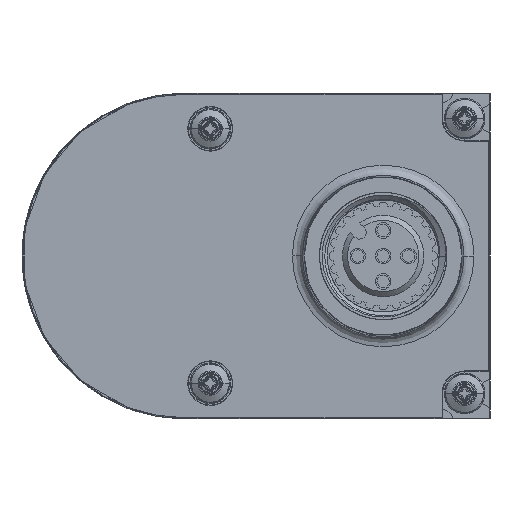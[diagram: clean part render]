
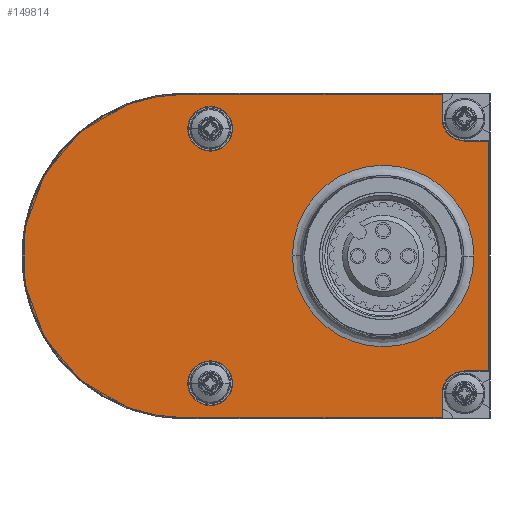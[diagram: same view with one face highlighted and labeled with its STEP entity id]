
A CAD part, left-side view. The second image highlights one B-rep face of the part: STEP entity #149814.
In plain terms, the highlighted planar face has unit normal (-1, 0, 0).
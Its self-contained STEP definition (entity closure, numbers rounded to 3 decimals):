
#32980=CARTESIAN_POINT('',(-572.,30.,0.));
#32981=DIRECTION('',(-1.,0.,0.));
#32982=DIRECTION('',(0.,0.,1.));
#32983=AXIS2_PLACEMENT_3D('',#32980,#32981,#32982);
#32985=DIRECTION('',(0.,1.,0.));
#32986=VECTOR('',#32985,25.3);
#32987=CARTESIAN_POINT('',(-572.,4.7,15.895));
#32988=LINE('',#32987,#32986);
#32989=DIRECTION('',(0.,0.,-1.));
#32990=VECTOR('',#32989,2.395);
#32991=CARTESIAN_POINT('',(-572.,4.7,15.895));
#32992=LINE('',#32991,#32990);
#32993=CARTESIAN_POINT('',(-572.,2.5,13.5));
#32994=DIRECTION('',(-1.,0.,0.));
#32995=DIRECTION('',(0.,1.,0.));
#32996=AXIS2_PLACEMENT_3D('',#32993,#32994,#32995);
#32998=DIRECTION('',(0.,1.,0.));
#32999=VECTOR('',#32998,2.395);
#33000=CARTESIAN_POINT('',(-572.,0.105,11.3));
#33001=LINE('',#33000,#32999);
#33002=DIRECTION('',(0.,0.,1.));
#33003=VECTOR('',#33002,22.6);
#33004=CARTESIAN_POINT('',(-572.,0.105,-11.3));
#33005=LINE('',#33004,#33003);
#33006=DIRECTION('',(0.,1.,0.));
#33007=VECTOR('',#33006,2.395);
#33008=CARTESIAN_POINT('',(-572.,0.105,-11.3));
#33009=LINE('',#33008,#33007);
#33010=CARTESIAN_POINT('',(-572.,2.5,-13.5));
#33011=DIRECTION('',(-1.,0.,0.));
#33012=DIRECTION('',(0.,0.,1.));
#33013=AXIS2_PLACEMENT_3D('',#33010,#33011,#33012);
#33015=DIRECTION('',(0.,0.,1.));
#33016=VECTOR('',#33015,2.395);
#33017=CARTESIAN_POINT('',(-572.,4.7,-15.895));
#33018=LINE('',#33017,#33016);
#33019=DIRECTION('',(0.,1.,0.));
#33020=VECTOR('',#33019,25.3);
#33021=CARTESIAN_POINT('',(-572.,4.7,-15.895));
#33022=LINE('',#33021,#33020);
#33023=CARTESIAN_POINT('',(-572.,27.5,12.5));
#33024=DIRECTION('',(-1.,0.,0.));
#33025=DIRECTION('',(0.,0.,1.));
#33026=AXIS2_PLACEMENT_3D('',#33023,#33024,#33025);
#33028=CARTESIAN_POINT('',(-572.,27.5,12.5));
#33029=DIRECTION('',(-1.,0.,0.));
#33030=DIRECTION('',(0.,0.,-1.));
#33031=AXIS2_PLACEMENT_3D('',#33028,#33029,#33030);
#33033=CARTESIAN_POINT('',(-572.,27.5,-12.5));
#33034=DIRECTION('',(-1.,0.,0.));
#33035=DIRECTION('',(0.,0.,1.));
#33036=AXIS2_PLACEMENT_3D('',#33033,#33034,#33035);
#33038=CARTESIAN_POINT('',(-572.,27.5,-12.5));
#33039=DIRECTION('',(-1.,0.,0.));
#33040=DIRECTION('',(0.,0.,-1.));
#33041=AXIS2_PLACEMENT_3D('',#33038,#33039,#33040);
#33043=CARTESIAN_POINT('',(-572.,10.5,0.));
#33044=DIRECTION('',(-1.,0.,0.));
#33045=DIRECTION('',(0.,1.,0.));
#33046=AXIS2_PLACEMENT_3D('',#33043,#33044,#33045);
#33048=CARTESIAN_POINT('',(-572.,10.5,0.));
#33049=DIRECTION('',(-1.,0.,0.));
#33050=DIRECTION('',(0.,-1.,0.));
#33051=AXIS2_PLACEMENT_3D('',#33048,#33049,#33050);
#130865=CARTESIAN_POINT('',(-572.,30.,15.895));
#130866=CARTESIAN_POINT('',(-572.,30.,-15.895));
#130867=VERTEX_POINT('',#130865);
#130868=VERTEX_POINT('',#130866);
#130877=CARTESIAN_POINT('',(-572.,27.5,14.7));
#130878=CARTESIAN_POINT('',(-572.,27.5,10.3));
#130879=VERTEX_POINT('',#130877);
#130880=VERTEX_POINT('',#130878);
#130881=CARTESIAN_POINT('',(-572.,27.5,-10.3));
#130882=CARTESIAN_POINT('',(-572.,27.5,-14.7));
#130883=VERTEX_POINT('',#130881);
#130884=VERTEX_POINT('',#130882);
#130939=CARTESIAN_POINT('',(-572.,19.425,0.));
#130940=CARTESIAN_POINT('',(-572.,1.575,0.));
#130941=VERTEX_POINT('',#130939);
#130942=VERTEX_POINT('',#130940);
#130963=CARTESIAN_POINT('',(-572.,4.7,13.5));
#130964=CARTESIAN_POINT('',(-572.,2.5,11.3));
#130965=VERTEX_POINT('',#130963);
#130966=VERTEX_POINT('',#130964);
#130967=CARTESIAN_POINT('',(-572.,2.5,-11.3));
#130968=CARTESIAN_POINT('',(-572.,4.7,-13.5));
#130969=VERTEX_POINT('',#130967);
#130970=VERTEX_POINT('',#130968);
#130971=CARTESIAN_POINT('',(-572.,4.7,15.895));
#130972=VERTEX_POINT('',#130971);
#130973=CARTESIAN_POINT('',(-572.,0.105,11.3));
#130974=VERTEX_POINT('',#130973);
#130975=CARTESIAN_POINT('',(-572.,0.105,-11.3));
#130976=VERTEX_POINT('',#130975);
#130977=CARTESIAN_POINT('',(-572.,4.7,-15.895));
#130978=VERTEX_POINT('',#130977);
#149772=CARTESIAN_POINT('',(-572.,30.,0.));
#149773=DIRECTION('',(-1.,0.,0.));
#149774=DIRECTION('',(0.,0.,1.));
#149775=AXIS2_PLACEMENT_3D('',#149772,#149773,#149774);
#149776=PLANE('',#149775);
#149778=ORIENTED_EDGE('',*,*,#149777,.F.);
#149779=ORIENTED_EDGE('',*,*,#149700,.F.);
#149781=ORIENTED_EDGE('',*,*,#149780,.T.);
#149783=ORIENTED_EDGE('',*,*,#149782,.T.);
#149784=ORIENTED_EDGE('',*,*,#149757,.F.);
#149785=ORIENTED_EDGE('',*,*,#148026,.F.);
#149787=ORIENTED_EDGE('',*,*,#149786,.T.);
#149789=ORIENTED_EDGE('',*,*,#149788,.T.);
#149791=ORIENTED_EDGE('',*,*,#149790,.F.);
#149793=ORIENTED_EDGE('',*,*,#149792,.T.);
#149794=EDGE_LOOP('',(#149778,#149779,#149781,#149783,#149784,#149785,#149787,
#149789,#149791,#149793));
#149795=FACE_OUTER_BOUND('',#149794,.F.);
#149797=ORIENTED_EDGE('',*,*,#149796,.T.);
#149799=ORIENTED_EDGE('',*,*,#149798,.T.);
#149800=EDGE_LOOP('',(#149797,#149799));
#149801=FACE_BOUND('',#149800,.F.);
#149803=ORIENTED_EDGE('',*,*,#149802,.T.);
#149805=ORIENTED_EDGE('',*,*,#149804,.T.);
#149806=EDGE_LOOP('',(#149803,#149805));
#149807=FACE_BOUND('',#149806,.F.);
#149809=ORIENTED_EDGE('',*,*,#149808,.T.);
#149811=ORIENTED_EDGE('',*,*,#149810,.T.);
#149812=EDGE_LOOP('',(#149809,#149811));
#149813=FACE_BOUND('',#149812,.F.);
#149814=ADVANCED_FACE('',(#149795,#149801,#149807,#149813),#149776,.T.);
#32984=CIRCLE('',#32983,15.895);
#32997=CIRCLE('',#32996,2.2);
#33014=CIRCLE('',#33013,2.2);
#33027=CIRCLE('',#33026,2.2);
#33032=CIRCLE('',#33031,2.2);
#33037=CIRCLE('',#33036,2.2);
#33042=CIRCLE('',#33041,2.2);
#33047=CIRCLE('',#33046,8.925);
#33052=CIRCLE('',#33051,8.925);
#148026=EDGE_CURVE('',#130976,#130974,#33005,.T.);
#149700=EDGE_CURVE('',#130972,#130867,#32988,.T.);
#149757=EDGE_CURVE('',#130974,#130966,#33001,.T.);
#149777=EDGE_CURVE('',#130867,#130868,#32984,.T.);
#149780=EDGE_CURVE('',#130972,#130965,#32992,.T.);
#149782=EDGE_CURVE('',#130965,#130966,#32997,.T.);
#149786=EDGE_CURVE('',#130976,#130969,#33009,.T.);
#149788=EDGE_CURVE('',#130969,#130970,#33014,.T.);
#149790=EDGE_CURVE('',#130978,#130970,#33018,.T.);
#149792=EDGE_CURVE('',#130978,#130868,#33022,.T.);
#149796=EDGE_CURVE('',#130879,#130880,#33027,.T.);
#149798=EDGE_CURVE('',#130880,#130879,#33032,.T.);
#149802=EDGE_CURVE('',#130883,#130884,#33037,.T.);
#149804=EDGE_CURVE('',#130884,#130883,#33042,.T.);
#149808=EDGE_CURVE('',#130941,#130942,#33047,.T.);
#149810=EDGE_CURVE('',#130942,#130941,#33052,.T.);
